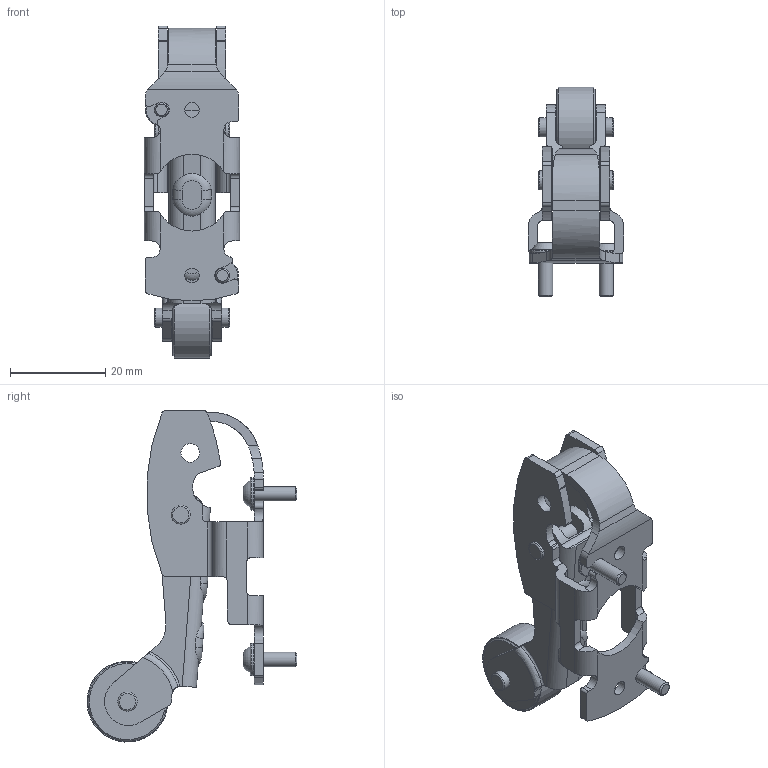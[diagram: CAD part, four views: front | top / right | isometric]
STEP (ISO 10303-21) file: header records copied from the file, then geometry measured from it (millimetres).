
FILE_DESCRIPTION(/* description */ ('STEP AP214'),/* implementation_level */ '2;1');
FILE_NAME(/* name */ '8049235_VAOM-R4-20-D1-32',/* time_stamp */ '2024-09-16T08:21:47+02:00',/* author */ ('License CC BY-ND 4.0'),/* organization */ ('CADENAS'),/* preprocessor_version */ 'ST-DEVELOPER v19.3',/* originating_system */ 'PARTsolutions',/* authorisation */ ' ');
FILE_SCHEMA (('AUTOMOTIVE_DESIGN {1 0 10303 214 3 1 1}'));
Length unit declared in the file: millimetre
Products named in the file (4): 8049235 VAOM-R4-20-D1-32---(1); 2908499 VAOM-R4-20-D1-32_ls---(1); 3394269 VAOM-R4---(schrauben); 8049235 VAOM-R4-20-D1-32---(p1)
Assembly tree (4 placements, depth 2):
  8049235 VAOM-R4-20-D1-32---(1)
    2908499 VAOM-R4-20-D1-32_ls---(1)
    3394269 VAOM-R4---(schrauben)  x2
    8049235 VAOM-R4-20-D1-32---(p1)
Bounding box: 20 x 44.07 x 69.72 mm (x, y, z)
Volume: 8540.7 mm3; surface area: 9630.7 mm2
Topology: 4 solids, 4 shells, 306 faces, 834 edges, 550 vertices
Faces by surface type: cylinder 159, plane 115, torus 26, cone 6
Full cylindrical faces by diameter (mm): 3 x2, 3.1 x2, 3.9 x2, 4 x5, 4.05 x4, 4.15 x2, 6.8 x2, 17 x1
Entity records: 9203 total; most frequent: CARTESIAN_POINT 1812, DIRECTION 1580, ORIENTED_EDGE 1494, EDGE_CURVE 747, AXIS2_PLACEMENT_3D 623, VERTEX_POINT 511, EDGE_LOOP 342, FACE_BOUND 342
